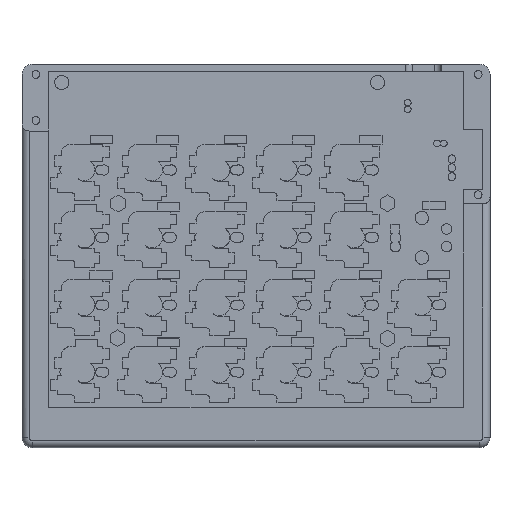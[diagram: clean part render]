
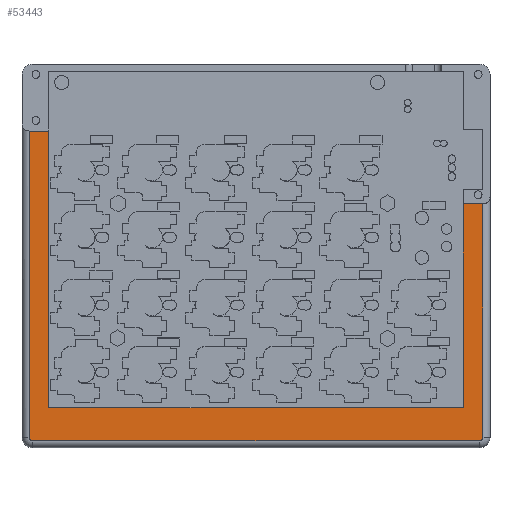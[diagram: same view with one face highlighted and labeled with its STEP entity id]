
A CAD part, top view. The second image highlights one B-rep face of the part: STEP entity #53443.
In plain terms, the highlighted planar face has unit normal (0, 0, 1).
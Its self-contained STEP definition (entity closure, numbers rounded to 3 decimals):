
#247=CARTESIAN_POINT('',(116.79,77.498,8.));
#248=VERTEX_POINT('',#247);
#255=CARTESIAN_POINT('',(122.36,77.498,8.));
#256=VERTEX_POINT('',#255);
#257=CARTESIAN_POINT('',(116.79,77.498,8.));
#258=DIRECTION('',(1.,0.,-0.));
#259=VECTOR('',#258,5.57);
#260=LINE('',#257,#259);
#261=EDGE_CURVE('',#248,#256,#260,.T.);
#319=CARTESIAN_POINT('',(-0.34,98.07,8.));
#320=VERTEX_POINT('',#319);
#329=CARTESIAN_POINT('',(-0.34,19.87,8.));
#330=VERTEX_POINT('',#329);
#331=CARTESIAN_POINT('',(-0.34,19.87,8.));
#332=DIRECTION('',(0.,1.,0.));
#333=VECTOR('',#332,78.2);
#334=LINE('',#331,#333);
#335=EDGE_CURVE('',#330,#320,#334,.T.);
#376=CARTESIAN_POINT('',(116.79,19.87,8.));
#377=VERTEX_POINT('',#376);
#384=CARTESIAN_POINT('',(116.79,77.498,8.));
#385=DIRECTION('',(0.,-1.,-0.));
#386=VECTOR('',#385,57.628);
#387=LINE('',#384,#386);
#388=EDGE_CURVE('',#248,#377,#387,.T.);
#690=CARTESIAN_POINT('',(-5.94,98.07,8.));
#691=VERTEX_POINT('',#690);
#732=CARTESIAN_POINT('',(116.79,19.87,8.));
#733=DIRECTION('',(-1.,0.,0.));
#734=VECTOR('',#733,117.13);
#735=LINE('',#732,#734);
#736=EDGE_CURVE('',#377,#330,#735,.T.);
#53386=CARTESIAN_POINT('',(-15.64,42.998,8.));
#53387=DIRECTION('',(0.,-0.,1.));
#53388=DIRECTION('',(0.,-1.,-0.));
#53389=AXIS2_PLACEMENT_3D('',#53386,#53387,#53388);
#53390=PLANE('',#53389);
#53391=CARTESIAN_POINT('',(121.36,10.5,8.));
#53392=VERTEX_POINT('',#53391);
#53393=CARTESIAN_POINT('',(122.36,11.5,8.));
#53394=VERTEX_POINT('',#53393);
#53395=CARTESIAN_POINT('',(121.36,11.5,8.));
#53396=DIRECTION('',(0.,-0.,1.));
#53397=DIRECTION('',(0.,-1.,-0.));
#53398=AXIS2_PLACEMENT_3D('',#53395,#53396,#53397);
#53399=CIRCLE('',#53398,1.);
#53400=EDGE_CURVE('',#53392,#53394,#53399,.T.);
#53401=ORIENTED_EDGE('',*,*,#53400,.T.);
#53402=CARTESIAN_POINT('',(122.36,11.5,8.));
#53403=DIRECTION('',(-0.,1.,0.));
#53404=VECTOR('',#53403,65.998);
#53405=LINE('',#53402,#53404);
#53406=EDGE_CURVE('',#53394,#256,#53405,.T.);
#53407=ORIENTED_EDGE('',*,*,#53406,.T.);
#53408=ORIENTED_EDGE('',*,*,#261,.F.);
#53409=ORIENTED_EDGE('',*,*,#388,.T.);
#53410=ORIENTED_EDGE('',*,*,#736,.T.);
#53411=ORIENTED_EDGE('',*,*,#335,.T.);
#53412=CARTESIAN_POINT('',(-0.34,98.07,8.));
#53413=DIRECTION('',(-1.,0.,0.));
#53414=VECTOR('',#53413,5.6);
#53415=LINE('',#53412,#53414);
#53416=EDGE_CURVE('',#320,#691,#53415,.T.);
#53417=ORIENTED_EDGE('',*,*,#53416,.T.);
#53418=CARTESIAN_POINT('',(-5.94,11.5,8.));
#53419=VERTEX_POINT('',#53418);
#53420=CARTESIAN_POINT('',(-5.94,98.07,8.));
#53421=DIRECTION('',(0.,-1.,-0.));
#53422=VECTOR('',#53421,86.57);
#53423=LINE('',#53420,#53422);
#53424=EDGE_CURVE('',#691,#53419,#53423,.T.);
#53425=ORIENTED_EDGE('',*,*,#53424,.T.);
#53426=CARTESIAN_POINT('',(-4.94,10.5,8.));
#53427=VERTEX_POINT('',#53426);
#53428=CARTESIAN_POINT('',(-4.94,11.5,8.));
#53429=DIRECTION('',(0.,-0.,1.));
#53430=DIRECTION('',(0.,-1.,-0.));
#53431=AXIS2_PLACEMENT_3D('',#53428,#53429,#53430);
#53432=CIRCLE('',#53431,1.);
#53433=EDGE_CURVE('',#53419,#53427,#53432,.T.);
#53434=ORIENTED_EDGE('',*,*,#53433,.T.);
#53435=CARTESIAN_POINT('',(-4.94,10.5,8.));
#53436=DIRECTION('',(1.,-0.,-0.));
#53437=VECTOR('',#53436,126.3);
#53438=LINE('',#53435,#53437);
#53439=EDGE_CURVE('',#53427,#53392,#53438,.T.);
#53440=ORIENTED_EDGE('',*,*,#53439,.T.);
#53441=EDGE_LOOP('',(#53401,#53407,#53408,#53409,#53410,#53411,#53417,#53425,#53434,#53440));
#53442=FACE_BOUND('',#53441,.T.);
#53443=ADVANCED_FACE('',(#53442),#53390,.T.);
